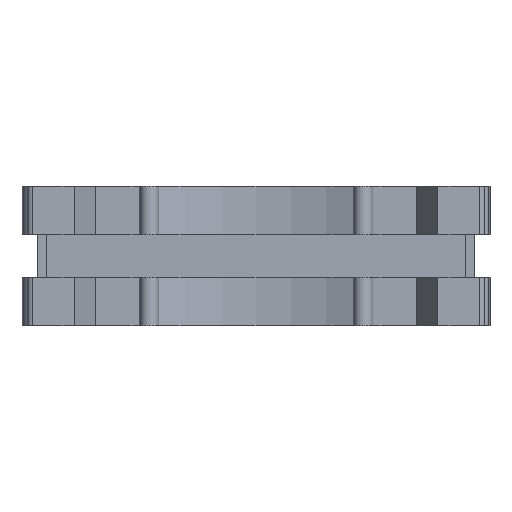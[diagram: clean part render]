
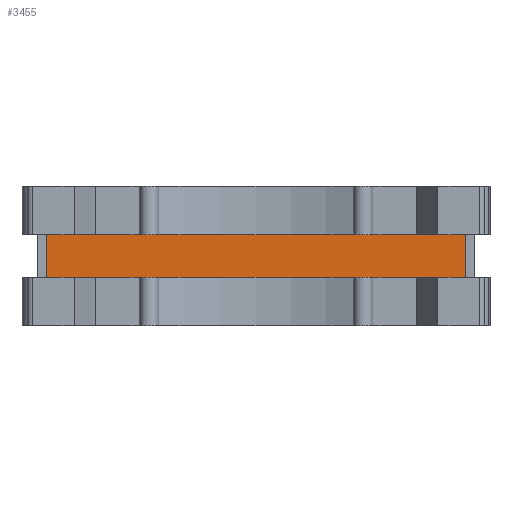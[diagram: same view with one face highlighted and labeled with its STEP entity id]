
A CAD part, front view. The second image highlights one B-rep face of the part: STEP entity #3455.
In plain terms, the highlighted planar face has unit normal (0, -1, 0).
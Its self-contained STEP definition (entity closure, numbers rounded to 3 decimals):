
#1180 = VECTOR ( 'NONE', #9327, 1000. ) ;
#1493 = CARTESIAN_POINT ( 'NONE',  ( -26.92, -11.451, -7.86 ) ) ;
#1922 = VECTOR ( 'NONE', #9922, 1000. ) ;
#2240 = CARTESIAN_POINT ( 'NONE',  ( 16.08, -11.451, 0.65 ) ) ;
#2314 = ORIENTED_EDGE ( 'NONE', *, *, #2663, .T. ) ;
#2663 = EDGE_CURVE ( 'NONE', #5056, #10863, #3470, .T. ) ;
#3107 = DIRECTION ( 'NONE',  ( 0., 0., -1. ) ) ;
#3197 = CARTESIAN_POINT ( 'NONE',  ( -26.92, -11.451, -3.5 ) ) ;
#3455 = ADVANCED_FACE ( 'NONE', ( #3984 ), #9393, .T. ) ;
#3470 = LINE ( 'NONE', #10157, #1180 ) ;
#3538 = VERTEX_POINT ( 'NONE', #4521 ) ;
#3742 = AXIS2_PLACEMENT_3D ( 'NONE', #6075, #9434, #4405 ) ;
#3842 = ORIENTED_EDGE ( 'NONE', *, *, #10128, .F. ) ;
#3901 = ORIENTED_EDGE ( 'NONE', *, *, #4416, .T. ) ;
#3984 = FACE_OUTER_BOUND ( 'NONE', #5734, .T. ) ;
#4405 = DIRECTION ( 'NONE',  ( 1., 0., 0. ) ) ;
#4416 = EDGE_CURVE ( 'NONE', #10863, #3538, #6837, .T. ) ;
#4521 = CARTESIAN_POINT ( 'NONE',  ( 16.08, -11.451, -7.86 ) ) ;
#4922 = DIRECTION ( 'NONE',  ( 1., 0., 0. ) ) ;
#4949 = VECTOR ( 'NONE', #3107, 1000. ) ;
#4954 = CARTESIAN_POINT ( 'NONE',  ( 16.08, -11.451, -3.5 ) ) ;
#5056 = VERTEX_POINT ( 'NONE', #9201 ) ;
#5217 = LINE ( 'NONE', #2240, #4949 ) ;
#5734 = EDGE_LOOP ( 'NONE', ( #2314, #3901, #3842, #9585 ) ) ;
#6075 = CARTESIAN_POINT ( 'NONE',  ( 16.08, -11.451, 0.65 ) ) ;
#6441 = LINE ( 'NONE', #3197, #1922 ) ;
#6837 = LINE ( 'NONE', #1493, #10784 ) ;
#8604 = EDGE_CURVE ( 'NONE', #10256, #5056, #6441, .T. ) ;
#9201 = CARTESIAN_POINT ( 'NONE',  ( -26.92, -11.451, -3.5 ) ) ;
#9230 = CARTESIAN_POINT ( 'NONE',  ( -26.92, -11.451, -7.86 ) ) ;
#9327 = DIRECTION ( 'NONE',  ( 0., 0., -1. ) ) ;
#9393 = PLANE ( 'NONE',  #3742 ) ;
#9434 = DIRECTION ( 'NONE',  ( 0., -1., 0. ) ) ;
#9585 = ORIENTED_EDGE ( 'NONE', *, *, #8604, .T. ) ;
#9922 = DIRECTION ( 'NONE',  ( -1., 0., 0. ) ) ;
#10128 = EDGE_CURVE ( 'NONE', #10256, #3538, #5217, .T. ) ;
#10157 = CARTESIAN_POINT ( 'NONE',  ( -26.92, -11.451, 0.65 ) ) ;
#10256 = VERTEX_POINT ( 'NONE', #4954 ) ;
#10784 = VECTOR ( 'NONE', #4922, 1000. ) ;
#10863 = VERTEX_POINT ( 'NONE', #9230 ) ;
